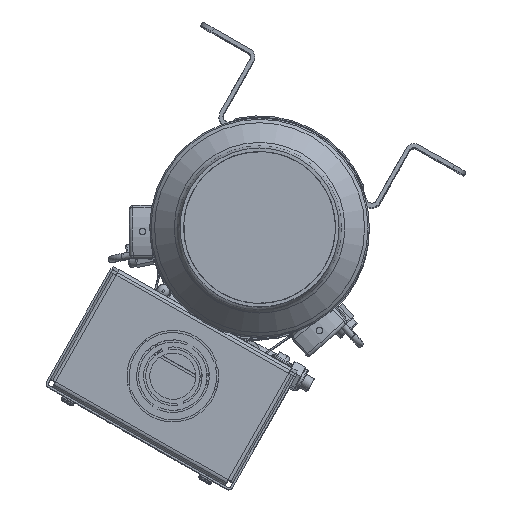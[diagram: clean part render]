
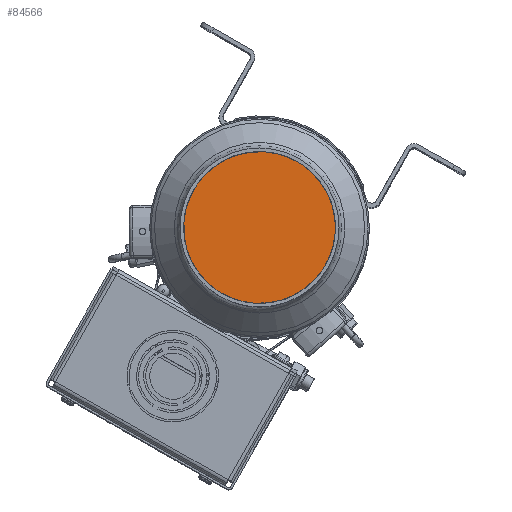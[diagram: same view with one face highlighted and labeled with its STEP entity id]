
A CAD part, top view. The second image highlights one B-rep face of the part: STEP entity #84566.
In plain terms, the highlighted planar face has unit normal (0, 0, 1).
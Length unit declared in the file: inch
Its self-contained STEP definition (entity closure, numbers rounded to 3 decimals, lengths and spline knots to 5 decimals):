
#8805=CIRCLE('',#90071,3.6449);
#10284=VERTEX_POINT('',#112330);
#37445=EDGE_CURVE('',#10284,#10284,#8805,.T.);
#51505=ORIENTED_EDGE('',*,*,#37445,.F.);
#74154=EDGE_LOOP('',(#51505));
#79450=FACE_BOUND('',#74154,.T.);
#84566=ADVANCED_FACE('',(#79450),#146507,.T.);
#90071=AXIS2_PLACEMENT_3D('',#112329,#96329,#96330);
#90073=AXIS2_PLACEMENT_3D('',#112333,#96333,$);
#96329=DIRECTION('',(0.,0.,-1.));
#96330=DIRECTION('',(3.645,0.,0.));
#96333=DIRECTION('',(0.,0.,1.));
#112329=CARTESIAN_POINT('',(0.,0.,0.127));
#112330=CARTESIAN_POINT('',(3.6449,0.,0.127));
#112333=CARTESIAN_POINT('',(0.,0.,0.127));
#146507=PLANE('',#90073);
